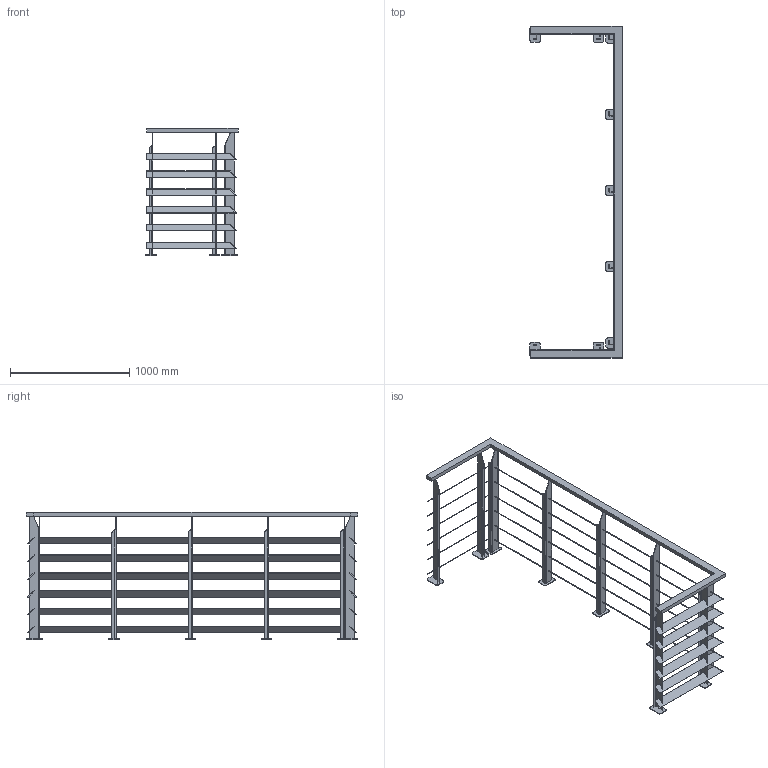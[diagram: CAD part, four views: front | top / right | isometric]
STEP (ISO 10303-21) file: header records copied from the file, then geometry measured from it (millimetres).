
FILE_DESCRIPTION(('FreeCAD Model'),'2;1');
FILE_NAME('Open CASCADE Shape Model','2025-04-17T06:43:47',('FreeCAD'),( 'FreeCAD'),'Open CASCADE STEP processor 7.6','FreeCAD','Unknown');
FILE_SCHEMA(('AUTOMOTIVE_DESIGN { 1 0 10303 214 1 1 1 1 }'));
Length unit declared in the file: millimetre
Products named in the file (1): Open CASCADE STEP translator 7.6 1
Bounding box: 772.18 x 2783.27 x 1065.08 mm (x, y, z)
Volume: 19851080.4 mm3; surface area: 6852034.8 mm2
Topology: 25 solids, 25 shells, 537 faces, 1413 edges, 926 vertices
Faces by surface type: bspline 537
Entity records: 14952 total; most frequent: CARTESIAN_POINT 6342, ORIENTED_EDGE 2826, EDGE_CURVE 1413, B_SPLINE_CURVE_WITH_KNOTS 1295, VERTEX_POINT 926, ADVANCED_FACE 537, FACE_BOUND 537, EDGE_LOOP 537
